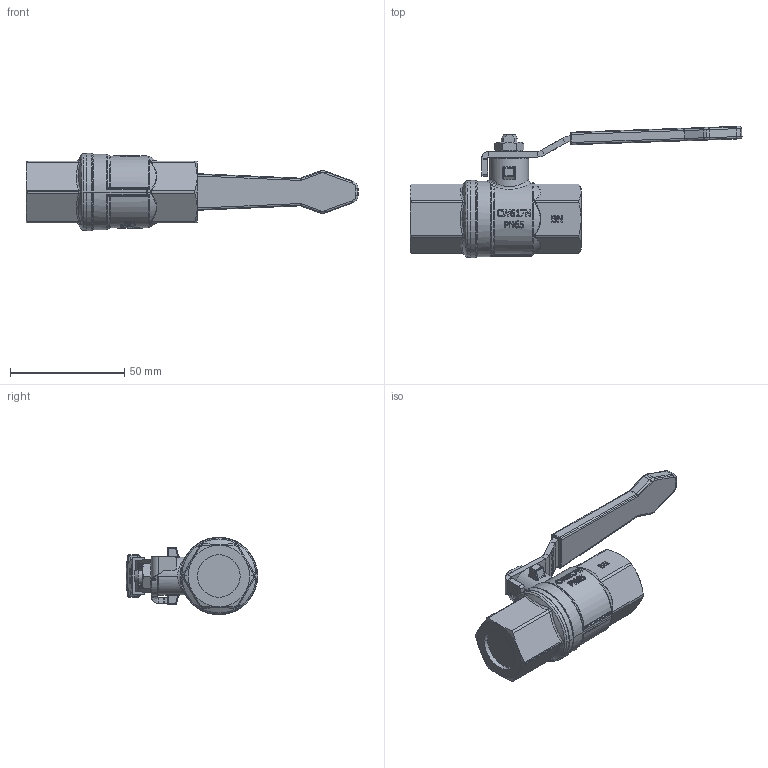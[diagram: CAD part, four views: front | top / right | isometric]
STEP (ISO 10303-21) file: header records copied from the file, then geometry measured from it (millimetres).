
FILE_DESCRIPTION(('STEP AP214'),'1');
FILE_NAME('valve_960-1_2.stp','2018-01-11T09:43:12',('TraceParts'),('TraceParts S.A.'),'Spatial InterOp 3D',' ',' ');
FILE_SCHEMA(('automotive_design'));
Length unit declared in the file: millimetre
Products named in the file (1): valve_960-1_2
Bounding box: 145.48 x 57.55 x 34 mm (x, y, z)
Volume: 62964.6 mm3; surface area: 14912.6 mm2
Topology: 1 solids, 2 shells, 1446 faces, 3843 edges, 2502 vertices
Faces by surface type: plane 568, bspline 565, cylinder 215, torus 46, cone 40, sphere 12
Entity records: 65079 total; most frequent: CARTESIAN_POINT 21222, ORIENTED_EDGE 7658, DIRECTION 4996, EDGE_CURVE 3829, VERTEX_POINT 2502, LINE 1946, VECTOR 1946, EDGE_LOOP 1565
